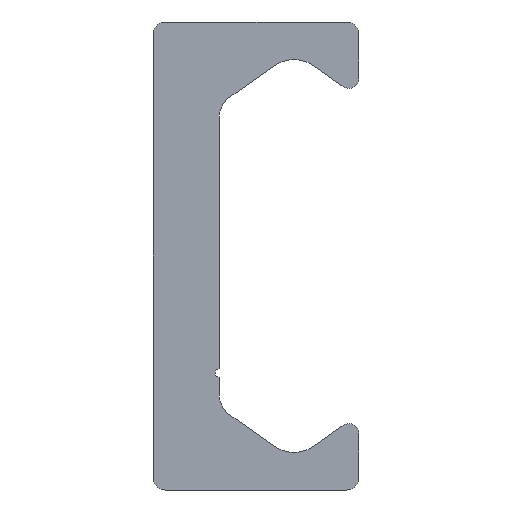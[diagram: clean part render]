
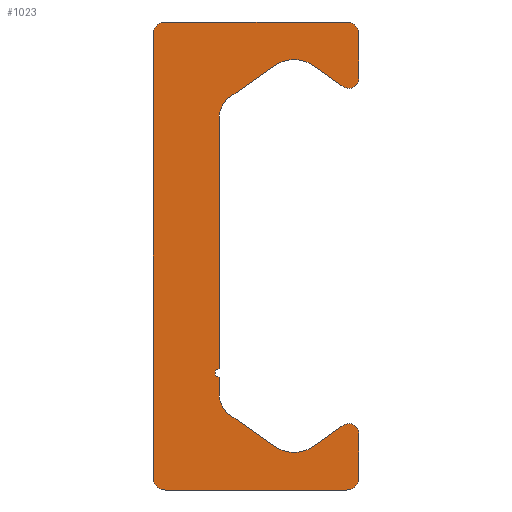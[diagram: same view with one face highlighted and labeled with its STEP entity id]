
A CAD part, left-side view. The second image highlights one B-rep face of the part: STEP entity #1023.
In plain terms, the highlighted planar face has unit normal (-1, 0, 0).
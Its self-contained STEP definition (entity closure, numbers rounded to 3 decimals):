
#288=CARTESIAN_POINT('',(0.0,5.4,-14.));
#289=VERTEX_POINT('',#288);
#296=CARTESIAN_POINT('',(0.0,6.15,-13.25));
#297=VERTEX_POINT('',#296);
#298=CARTESIAN_POINT('',(0.0,5.4,-13.25));
#299=DIRECTION('',(1.0,0.0,0.0));
#300=DIRECTION('',(0.0,0.0,-1.0));
#301=AXIS2_PLACEMENT_3D('',#298,#299,#300);
#302=CIRCLE('',#301,0.75);
#303=EDGE_CURVE('',#289,#297,#302,.T.);
#327=CARTESIAN_POINT('',(0.0,-5.4,-14.));
#328=VERTEX_POINT('',#327);
#335=CARTESIAN_POINT('',(0.0,-5.4,-14.));
#336=DIRECTION('',(0.0,1.0,0.0));
#337=VECTOR('',#336,10.8);
#338=LINE('',#335,#337);
#339=EDGE_CURVE('',#328,#289,#338,.T.);
#359=CARTESIAN_POINT('',(0.0,-6.15,-13.25));
#360=VERTEX_POINT('',#359);
#367=CARTESIAN_POINT('',(0.0,-5.4,-13.25));
#368=DIRECTION('',(1.0,0.0,0.0));
#369=DIRECTION('',(0.0,-1.0,0.0));
#370=AXIS2_PLACEMENT_3D('',#367,#368,#369);
#371=CIRCLE('',#370,0.75);
#372=EDGE_CURVE('',#360,#328,#371,.T.);
#391=CARTESIAN_POINT('',(0.0,-6.15,-10.63));
#392=VERTEX_POINT('',#391);
#399=CARTESIAN_POINT('',(0.0,-6.15,-10.63));
#400=DIRECTION('',(0.0,0.0,-1.0));
#401=VECTOR('',#400,2.62);
#402=LINE('',#399,#401);
#403=EDGE_CURVE('',#392,#360,#402,.T.);
#423=CARTESIAN_POINT('',(0.0,-5.206,-10.139));
#424=VERTEX_POINT('',#423);
#431=CARTESIAN_POINT('',(0.0,-5.55,-10.63));
#432=DIRECTION('',(1.0,0.0,0.0));
#433=DIRECTION('',(0.0,0.574,0.819));
#434=AXIS2_PLACEMENT_3D('',#431,#432,#433);
#435=CIRCLE('',#434,0.6);
#436=EDGE_CURVE('',#424,#392,#435,.T.);
#455=CARTESIAN_POINT('',(0.0,-3.417,-11.391));
#456=VERTEX_POINT('',#455);
#463=CARTESIAN_POINT('',(0.0,-3.417,-11.391));
#464=DIRECTION('',(0.0,-0.819,0.574));
#465=VECTOR('',#464,2.184);
#466=LINE('',#463,#465);
#467=EDGE_CURVE('',#456,#424,#466,.T.);
#487=CARTESIAN_POINT('',(0.0,-1.123,-11.391));
#488=VERTEX_POINT('',#487);
#495=CARTESIAN_POINT('',(0.0,-2.27,-9.753));
#496=DIRECTION('',(-1.0,0.0,0.0));
#497=DIRECTION('',(0.0,0.574,0.819));
#498=AXIS2_PLACEMENT_3D('',#495,#496,#497);
#499=CIRCLE('',#498,2.0);
#500=EDGE_CURVE('',#488,#456,#499,.T.);
#519=CARTESIAN_POINT('',(0.0,1.56,-9.512));
#520=VERTEX_POINT('',#519);
#527=CARTESIAN_POINT('',(0.0,1.56,-9.512));
#528=DIRECTION('',(0.0,-0.819,-0.574));
#529=VECTOR('',#528,3.276);
#530=LINE('',#527,#529);
#531=EDGE_CURVE('',#520,#488,#530,.T.);
#551=CARTESIAN_POINT('',(0.0,2.2,-8.283));
#552=VERTEX_POINT('',#551);
#559=CARTESIAN_POINT('',(0.0,0.7,-8.283));
#560=DIRECTION('',(-1.0,0.0,0.0));
#561=DIRECTION('',(0.0,-0.574,0.819));
#562=AXIS2_PLACEMENT_3D('',#559,#560,#561);
#563=CIRCLE('',#562,1.5);
#564=EDGE_CURVE('',#552,#520,#563,.T.);
#583=CARTESIAN_POINT('',(0.0,2.2,-7.25));
#584=VERTEX_POINT('',#583);
#591=CARTESIAN_POINT('',(0.0,2.2,-7.25));
#592=DIRECTION('',(0.0,0.0,-1.0));
#593=VECTOR('',#592,1.033);
#594=LINE('',#591,#593);
#595=EDGE_CURVE('',#584,#552,#594,.T.);
#615=CARTESIAN_POINT('',(0.0,2.2,-6.75));
#616=VERTEX_POINT('',#615);
#623=CARTESIAN_POINT('',(0.0,2.2,-7.));
#624=DIRECTION('',(-1.0,0.0,0.0));
#625=DIRECTION('',(0.0,0.0,1.0));
#626=AXIS2_PLACEMENT_3D('',#623,#624,#625);
#627=CIRCLE('',#626,0.25);
#628=EDGE_CURVE('',#616,#584,#627,.T.);
#647=CARTESIAN_POINT('',(0.0,2.2,8.283));
#648=VERTEX_POINT('',#647);
#655=CARTESIAN_POINT('',(0.0,2.2,8.283));
#656=DIRECTION('',(0.0,0.0,-1.0));
#657=VECTOR('',#656,15.033);
#658=LINE('',#655,#657);
#659=EDGE_CURVE('',#648,#616,#658,.T.);
#688=CARTESIAN_POINT('',(0.0,1.56,9.512));
#689=VERTEX_POINT('',#688);
#696=CARTESIAN_POINT('',(0.0,0.7,8.283));
#697=DIRECTION('',(-1.0,0.0,0.0));
#698=DIRECTION('',(0.0,-1.0,0.0));
#699=AXIS2_PLACEMENT_3D('',#696,#697,#698);
#700=CIRCLE('',#699,1.5);
#701=EDGE_CURVE('',#689,#648,#700,.T.);
#720=CARTESIAN_POINT('',(0.0,-1.123,11.391));
#721=VERTEX_POINT('',#720);
#728=CARTESIAN_POINT('',(0.0,-1.123,11.391));
#729=DIRECTION('',(0.0,0.819,-0.574));
#730=VECTOR('',#729,3.276);
#731=LINE('',#728,#730);
#732=EDGE_CURVE('',#721,#689,#731,.T.);
#752=CARTESIAN_POINT('',(0.0,-3.417,11.391));
#753=VERTEX_POINT('',#752);
#760=CARTESIAN_POINT('',(0.0,-2.27,9.753));
#761=DIRECTION('',(-1.0,0.0,0.0));
#762=DIRECTION('',(0.0,-0.574,-0.819));
#763=AXIS2_PLACEMENT_3D('',#760,#761,#762);
#764=CIRCLE('',#763,2.0);
#765=EDGE_CURVE('',#753,#721,#764,.T.);
#784=CARTESIAN_POINT('',(0.0,-5.206,10.139));
#785=VERTEX_POINT('',#784);
#792=CARTESIAN_POINT('',(0.0,-5.206,10.139));
#793=DIRECTION('',(0.0,0.819,0.574));
#794=VECTOR('',#793,2.184);
#795=LINE('',#792,#794);
#796=EDGE_CURVE('',#785,#753,#795,.T.);
#816=CARTESIAN_POINT('',(0.0,-6.15,10.63));
#817=VERTEX_POINT('',#816);
#824=CARTESIAN_POINT('',(0.0,-5.55,10.63));
#825=DIRECTION('',(1.0,0.0,0.0));
#826=DIRECTION('',(0.0,-1.0,0.0));
#827=AXIS2_PLACEMENT_3D('',#824,#825,#826);
#828=CIRCLE('',#827,0.6);
#829=EDGE_CURVE('',#817,#785,#828,.T.);
#848=CARTESIAN_POINT('',(0.0,-6.15,13.25));
#849=VERTEX_POINT('',#848);
#856=CARTESIAN_POINT('',(0.0,-6.15,13.25));
#857=DIRECTION('',(0.0,0.0,-1.0));
#858=VECTOR('',#857,2.62);
#859=LINE('',#856,#858);
#860=EDGE_CURVE('',#849,#817,#859,.T.);
#880=CARTESIAN_POINT('',(0.0,-5.4,14.));
#881=VERTEX_POINT('',#880);
#888=CARTESIAN_POINT('',(0.0,-5.4,13.25));
#889=DIRECTION('',(1.0,0.0,0.0));
#890=DIRECTION('',(0.0,0.0,1.0));
#891=AXIS2_PLACEMENT_3D('',#888,#889,#890);
#892=CIRCLE('',#891,0.75);
#893=EDGE_CURVE('',#881,#849,#892,.T.);
#912=CARTESIAN_POINT('',(0.0,5.4,14.));
#913=VERTEX_POINT('',#912);
#920=CARTESIAN_POINT('',(0.0,5.4,14.));
#921=DIRECTION('',(0.0,-1.0,0.0));
#922=VECTOR('',#921,10.8);
#923=LINE('',#920,#922);
#924=EDGE_CURVE('',#913,#881,#923,.T.);
#944=CARTESIAN_POINT('',(0.0,6.15,13.25));
#945=VERTEX_POINT('',#944);
#952=CARTESIAN_POINT('',(0.0,5.4,13.25));
#953=DIRECTION('',(1.0,0.0,0.0));
#954=DIRECTION('',(0.0,1.0,0.0));
#955=AXIS2_PLACEMENT_3D('',#952,#953,#954);
#956=CIRCLE('',#955,0.75);
#957=EDGE_CURVE('',#945,#913,#956,.T.);
#975=CARTESIAN_POINT('',(0.0,6.15,-13.25));
#976=DIRECTION('',(0.0,0.0,1.0));
#977=VECTOR('',#976,26.5);
#978=LINE('',#975,#977);
#979=EDGE_CURVE('',#297,#945,#978,.T.);
#994=CARTESIAN_POINT('',(0.0,1.352,-0.021));
#995=DIRECTION('',(1.0,0.0,0.0));
#996=DIRECTION('',(0.0,0.0,-1.0));
#997=AXIS2_PLACEMENT_3D('',#994,#995,#996);
#998=PLANE('',#997);
#999=ORIENTED_EDGE('',*,*,#979,.F.);
#1000=ORIENTED_EDGE('',*,*,#303,.F.);
#1001=ORIENTED_EDGE('',*,*,#339,.F.);
#1002=ORIENTED_EDGE('',*,*,#372,.F.);
#1003=ORIENTED_EDGE('',*,*,#403,.F.);
#1004=ORIENTED_EDGE('',*,*,#436,.F.);
#1005=ORIENTED_EDGE('',*,*,#467,.F.);
#1006=ORIENTED_EDGE('',*,*,#500,.F.);
#1007=ORIENTED_EDGE('',*,*,#531,.F.);
#1008=ORIENTED_EDGE('',*,*,#564,.F.);
#1009=ORIENTED_EDGE('',*,*,#595,.F.);
#1010=ORIENTED_EDGE('',*,*,#628,.F.);
#1011=ORIENTED_EDGE('',*,*,#659,.F.);
#1012=ORIENTED_EDGE('',*,*,#701,.F.);
#1013=ORIENTED_EDGE('',*,*,#732,.F.);
#1014=ORIENTED_EDGE('',*,*,#765,.F.);
#1015=ORIENTED_EDGE('',*,*,#796,.F.);
#1016=ORIENTED_EDGE('',*,*,#829,.F.);
#1017=ORIENTED_EDGE('',*,*,#860,.F.);
#1018=ORIENTED_EDGE('',*,*,#893,.F.);
#1019=ORIENTED_EDGE('',*,*,#924,.F.);
#1020=ORIENTED_EDGE('',*,*,#957,.F.);
#1021=EDGE_LOOP('',(#999,#1000,#1001,#1002,#1003,#1004,#1005,#1006,#1007,#1008,#1009,#1010,#1011,#1012,#1013,#1014,#1015,#1016,#1017,#1018,#1019,#1020));
#1022=FACE_OUTER_BOUND('',#1021,.T.);
#1023=ADVANCED_FACE('',(#1022),#998,.F.);
